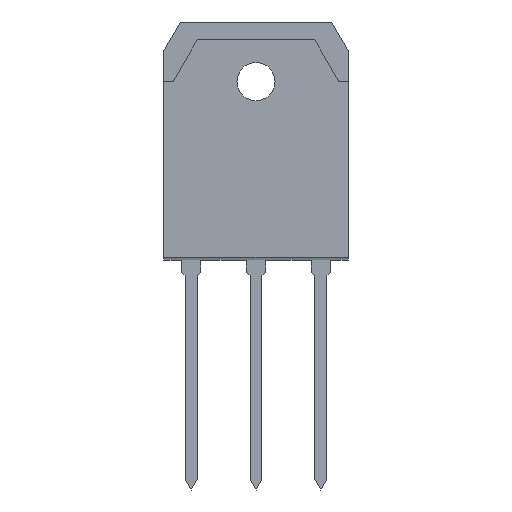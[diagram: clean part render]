
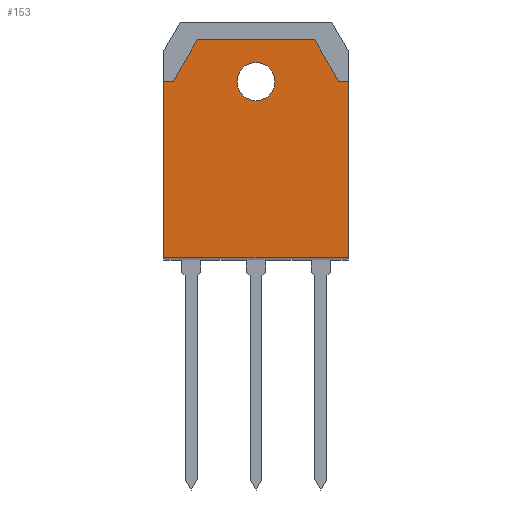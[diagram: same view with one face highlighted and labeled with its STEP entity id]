
A CAD part, front view. The second image highlights one B-rep face of the part: STEP entity #153.
In plain terms, the highlighted planar face has unit normal (0, -1, 0).
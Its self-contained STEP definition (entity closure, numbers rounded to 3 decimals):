
#24=VERTEX_POINT('',#25);
#25=CARTESIAN_POINT('',(-2.305,-3.1,1.55));
#46=VERTEX_POINT('',#47);
#47=CARTESIAN_POINT('',(-2.305,-3.1,16.3));
#51=ORIENTED_EDGE('',*,*,#52,.F.);
#52=EDGE_CURVE('',#24,#46,#53,.T.);
#53=LINE('',#25,#54);
#54=VECTOR('',#55,1.);
#55=DIRECTION('',(0.,0.,1.));
#58=DIRECTION('',(1.,0.,0.));
#67=VECTOR('',#58,1.);
#144=VERTEX_POINT('',#145);
#145=CARTESIAN_POINT('',(13.205,-3.1,1.55));
#148=EDGE_CURVE('',#24,#144,#149,.T.);
#149=LINE('',#25,#67);
#153=ADVANCED_FACE('',(#154,#192),#203,.T.);
#154=FACE_BOUND('',#155,.T.);
#155=EDGE_LOOP('',(#51,#156,#157,#162,#169,#176,#182,#189));
#156=ORIENTED_EDGE('',*,*,#148,.T.);
#157=ORIENTED_EDGE('',*,*,#158,.T.);
#158=EDGE_CURVE('',#144,#159,#161,.T.);
#159=VERTEX_POINT('',#160);
#160=CARTESIAN_POINT('',(13.205,-3.1,16.3));
#161=LINE('',#145,#54);
#162=ORIENTED_EDGE('',*,*,#163,.T.);
#163=EDGE_CURVE('',#159,#164,#166,.T.);
#164=VERTEX_POINT('',#165);
#165=CARTESIAN_POINT('',(12.405,-3.1,16.3));
#166=LINE('',#160,#167);
#167=VECTOR('',#168,1.);
#168=DIRECTION('',(-1.,0.,0.));
#169=ORIENTED_EDGE('',*,*,#170,.T.);
#170=EDGE_CURVE('',#164,#171,#173,.T.);
#171=VERTEX_POINT('',#172);
#172=CARTESIAN_POINT('',(10.384,-3.1,19.8));
#173=LINE('',#165,#174);
#174=VECTOR('',#175,1.);
#175=DIRECTION('',(-0.5,0.,0.866));
#176=ORIENTED_EDGE('',*,*,#177,.F.);
#177=EDGE_CURVE('',#178,#171,#180,.T.);
#178=VERTEX_POINT('',#179);
#179=CARTESIAN_POINT('',(0.516,-3.1,19.8));
#180=LINE('',#181,#67);
#181=CARTESIAN_POINT('',(-2.305,-3.1,19.8));
#182=ORIENTED_EDGE('',*,*,#183,.T.);
#183=EDGE_CURVE('',#178,#184,#186,.T.);
#184=VERTEX_POINT('',#185);
#185=CARTESIAN_POINT('',(-1.505,-3.1,16.3));
#186=LINE('',#179,#187);
#187=VECTOR('',#188,1.);
#188=DIRECTION('',(-0.5,0.,-0.866));
#189=ORIENTED_EDGE('',*,*,#190,.T.);
#190=EDGE_CURVE('',#184,#46,#191,.T.);
#191=LINE('',#185,#167);
#192=FACE_BOUND('',#193,.T.);
#193=EDGE_LOOP('',(#194));
#194=ORIENTED_EDGE('',*,*,#195,.F.);
#195=EDGE_CURVE('',#196,#196,#198,.T.);
#196=VERTEX_POINT('',#197);
#197=CARTESIAN_POINT('',(5.45,-3.1,14.7));
#198=CIRCLE('',#199,1.6);
#199=AXIS2_PLACEMENT_3D('',#200,#201,#202);
#200=CARTESIAN_POINT('',(5.45,-3.1,16.3));
#201=DIRECTION('',(0.,-1.,0.));
#202=DIRECTION('',(0.,0.,-1.));
#203=PLANE('',#204);
#204=AXIS2_PLACEMENT_3D('',#25,#205,#55);
#205=DIRECTION('',(0.,-1.,0.));
